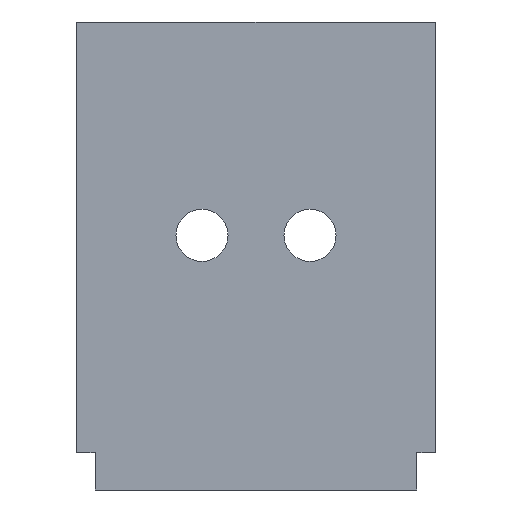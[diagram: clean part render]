
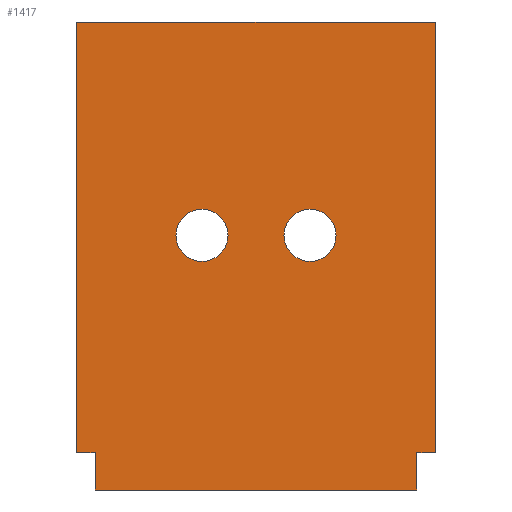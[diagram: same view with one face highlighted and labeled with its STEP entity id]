
A CAD part, front view. The second image highlights one B-rep face of the part: STEP entity #1417.
In plain terms, the highlighted planar face has unit normal (0, -1, 0).
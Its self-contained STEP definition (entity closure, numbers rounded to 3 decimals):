
#21 = VERTEX_POINT ( 'NONE', #2782 ) ;
#141 = CARTESIAN_POINT ( 'NONE',  ( -0.86, 0., -20.25 ) ) ;
#147 = CARTESIAN_POINT ( 'NONE',  ( 10.105, 0., -10.03 ) ) ;
#149 = AXIS2_PLACEMENT_3D ( 'NONE', #2754, #3182, #2583 ) ;
#151 = DIRECTION ( 'NONE',  ( 0., -1., 0. ) ) ;
#168 = DIRECTION ( 'NONE',  ( 0., 0., 1. ) ) ;
#186 = DIRECTION ( 'NONE',  ( 0., 0., -1. ) ) ;
#188 = CARTESIAN_POINT ( 'NONE',  ( 0., 0., 0. ) ) ;
#203 = VERTEX_POINT ( 'NONE', #1976 ) ;
#374 = DIRECTION ( 'NONE',  ( 1., 0., 0. ) ) ;
#418 = VECTOR ( 'NONE', #3822, 1000. ) ;
#422 = EDGE_CURVE ( 'NONE', #520, #4053, #3282, .T. ) ;
#429 = LINE ( 'NONE', #3677, #418 ) ;
#437 = VECTOR ( 'NONE', #3587, 1000. ) ;
#445 = LINE ( 'NONE', #3636, #437 ) ;
#474 = CARTESIAN_POINT ( 'NONE',  ( 0., 0., -20.25 ) ) ;
#520 = VERTEX_POINT ( 'NONE', #671 ) ;
#608 = LINE ( 'NONE', #2574, #612 ) ;
#612 = VECTOR ( 'NONE', #2578, 1000. ) ;
#671 = CARTESIAN_POINT ( 'NONE',  ( 15.99, 0., 0. ) ) ;
#722 = VECTOR ( 'NONE', #374, 1000. ) ;
#728 = CIRCLE ( 'NONE', #149, 1.225 ) ;
#733 = LINE ( 'NONE', #141, #722 ) ;
#841 = LINE ( 'NONE', #4031, #846 ) ;
#846 = VECTOR ( 'NONE', #4029, 1000. ) ;
#891 = EDGE_LOOP ( 'NONE', ( #2756, #2627, #2746, #2736, #2472, #2712, #2080, #2744 ) ) ;
#898 = EDGE_LOOP ( 'NONE', ( #2707, #2767 ) ) ;
#922 = VECTOR ( 'NONE', #2404, 1000. ) ;
#936 = EDGE_LOOP ( 'NONE', ( #2779, #2415 ) ) ;
#951 = LINE ( 'NONE', #2393, #922 ) ;
#964 = DIRECTION ( 'NONE',  ( 0., 1., 0. ) ) ;
#1000 = DIRECTION ( 'NONE',  ( 0., 0., 1. ) ) ;
#1066 = CIRCLE ( 'NONE', #3578, 1.225 ) ;
#1153 = CARTESIAN_POINT ( 'NONE',  ( 15.13, 0., 0. ) ) ;
#1168 = CARTESIAN_POINT ( 'NONE',  ( 15.13, 0., -20.25 ) ) ;
#1197 = CARTESIAN_POINT ( 'NONE',  ( 0., 0., -22. ) ) ;
#1220 = PLANE ( 'NONE',  #1811 ) ;
#1273 = CIRCLE ( 'NONE', #2170, 1.225 ) ;
#1318 = VERTEX_POINT ( 'NONE', #1407 ) ;
#1407 = CARTESIAN_POINT ( 'NONE',  ( 5.025, 0., -11.255 ) ) ;
#1417 = ADVANCED_FACE ( 'NONE', ( #2776, #2745, #2757 ), #1220, .F. ) ;
#1419 = CIRCLE ( 'NONE', #1611, 1.225 ) ;
#1611 = AXIS2_PLACEMENT_3D ( 'NONE', #2264, #2296, #2378 ) ;
#1692 = VERTEX_POINT ( 'NONE', #3377 ) ;
#1729 = VECTOR ( 'NONE', #186, 1000. ) ;
#1742 = LINE ( 'NONE', #188, #1729 ) ;
#1751 = VERTEX_POINT ( 'NONE', #2968 ) ;
#1807 = VERTEX_POINT ( 'NONE', #3719 ) ;
#1811 = AXIS2_PLACEMENT_3D ( 'NONE', #1153, #964, #1000 ) ;
#1976 = CARTESIAN_POINT ( 'NONE',  ( 5.025, 0., -8.805 ) ) ;
#2080 = ORIENTED_EDGE ( 'NONE', *, *, #4048, .F. ) ;
#2170 = AXIS2_PLACEMENT_3D ( 'NONE', #147, #151, #168 ) ;
#2242 = DIRECTION ( 'NONE',  ( 0., 0., -1. ) ) ;
#2264 = CARTESIAN_POINT ( 'NONE',  ( 5.025, 0., -10.03 ) ) ;
#2296 = DIRECTION ( 'NONE',  ( 0., -1., 0. ) ) ;
#2378 = DIRECTION ( 'NONE',  ( 0., 0., 1. ) ) ;
#2393 = CARTESIAN_POINT ( 'NONE',  ( 15.13, 0., 0. ) ) ;
#2403 = VERTEX_POINT ( 'NONE', #1197 ) ;
#2404 = DIRECTION ( 'NONE',  ( -1., 0., 0. ) ) ;
#2415 = ORIENTED_EDGE ( 'NONE', *, *, #3279, .F. ) ;
#2431 = CARTESIAN_POINT ( 'NONE',  ( 15.99, 0., 0. ) ) ;
#2472 = ORIENTED_EDGE ( 'NONE', *, *, #3929, .F. ) ;
#2574 = CARTESIAN_POINT ( 'NONE',  ( 15.13, 0., -22. ) ) ;
#2578 = DIRECTION ( 'NONE',  ( -1., 0., 0. ) ) ;
#2583 = DIRECTION ( 'NONE',  ( 0., 0., 1. ) ) ;
#2627 = ORIENTED_EDGE ( 'NONE', *, *, #3679, .F. ) ;
#2698 = EDGE_CURVE ( 'NONE', #4109, #2403, #1742, .T. ) ;
#2699 = DIRECTION ( 'NONE',  ( 0., 0., 1. ) ) ;
#2707 = ORIENTED_EDGE ( 'NONE', *, *, #3040, .F. ) ;
#2712 = ORIENTED_EDGE ( 'NONE', *, *, #4032, .F. ) ;
#2736 = ORIENTED_EDGE ( 'NONE', *, *, #2698, .T. ) ;
#2744 = ORIENTED_EDGE ( 'NONE', *, *, #422, .F. ) ;
#2745 = FACE_BOUND ( 'NONE', #898, .T. ) ;
#2746 = ORIENTED_EDGE ( 'NONE', *, *, #3828, .T. ) ;
#2754 = CARTESIAN_POINT ( 'NONE',  ( 10.105, 0., -10.03 ) ) ;
#2756 = ORIENTED_EDGE ( 'NONE', *, *, #3615, .T. ) ;
#2757 = FACE_OUTER_BOUND ( 'NONE', #891, .T. ) ;
#2767 = ORIENTED_EDGE ( 'NONE', *, *, #3465, .F. ) ;
#2776 = FACE_BOUND ( 'NONE', #936, .T. ) ;
#2779 = ORIENTED_EDGE ( 'NONE', *, *, #3836, .F. ) ;
#2782 = CARTESIAN_POINT ( 'NONE',  ( 10.105, 0., -8.805 ) ) ;
#2813 = DIRECTION ( 'NONE',  ( 0., -1., 0. ) ) ;
#2934 = CARTESIAN_POINT ( 'NONE',  ( 5.025, 0., -10.03 ) ) ;
#2968 = CARTESIAN_POINT ( 'NONE',  ( -0.86, 0., -20.25 ) ) ;
#3040 = EDGE_CURVE ( 'NONE', #203, #1318, #1419, .T. ) ;
#3182 = DIRECTION ( 'NONE',  ( 0., -1., 0. ) ) ;
#3265 = VECTOR ( 'NONE', #2242, 1000. ) ;
#3279 = EDGE_CURVE ( 'NONE', #1692, #21, #1273, .T. ) ;
#3282 = LINE ( 'NONE', #2431, #3265 ) ;
#3377 = CARTESIAN_POINT ( 'NONE',  ( 10.105, 0., -11.255 ) ) ;
#3465 = EDGE_CURVE ( 'NONE', #1318, #203, #1066, .T. ) ;
#3570 = CARTESIAN_POINT ( 'NONE',  ( 15.13, 0., -22. ) ) ;
#3578 = AXIS2_PLACEMENT_3D ( 'NONE', #2934, #2813, #2699 ) ;
#3587 = DIRECTION ( 'NONE',  ( 0., 0., -1. ) ) ;
#3615 = EDGE_CURVE ( 'NONE', #520, #1807, #951, .T. ) ;
#3636 = CARTESIAN_POINT ( 'NONE',  ( 15.13, 0., 0. ) ) ;
#3677 = CARTESIAN_POINT ( 'NONE',  ( 15.99, 0., -20.25 ) ) ;
#3679 = EDGE_CURVE ( 'NONE', #1751, #1807, #841, .T. ) ;
#3719 = CARTESIAN_POINT ( 'NONE',  ( -0.86, 0., 0. ) ) ;
#3793 = VERTEX_POINT ( 'NONE', #1168 ) ;
#3822 = DIRECTION ( 'NONE',  ( -1., 0., 0. ) ) ;
#3828 = EDGE_CURVE ( 'NONE', #1751, #4109, #733, .T. ) ;
#3836 = EDGE_CURVE ( 'NONE', #21, #1692, #728, .T. ) ;
#3872 = CARTESIAN_POINT ( 'NONE',  ( 15.99, 0., -20.25 ) ) ;
#3929 = EDGE_CURVE ( 'NONE', #4028, #2403, #608, .T. ) ;
#4028 = VERTEX_POINT ( 'NONE', #3570 ) ;
#4029 = DIRECTION ( 'NONE',  ( 0., 0., 1. ) ) ;
#4031 = CARTESIAN_POINT ( 'NONE',  ( -0.86, 0., -20.25 ) ) ;
#4032 = EDGE_CURVE ( 'NONE', #3793, #4028, #445, .T. ) ;
#4048 = EDGE_CURVE ( 'NONE', #4053, #3793, #429, .T. ) ;
#4053 = VERTEX_POINT ( 'NONE', #3872 ) ;
#4109 = VERTEX_POINT ( 'NONE', #474 ) ;
